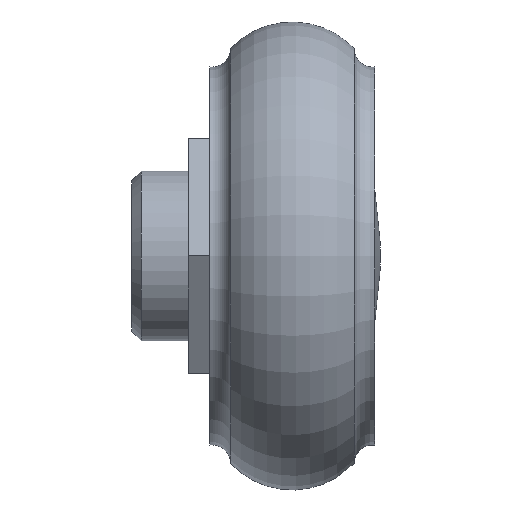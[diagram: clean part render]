
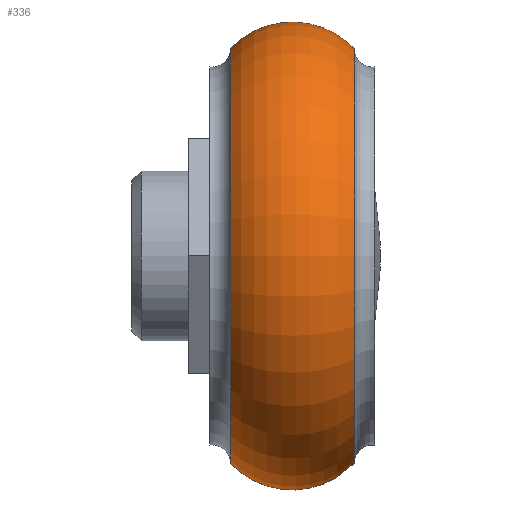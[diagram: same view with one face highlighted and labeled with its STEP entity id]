
A CAD part, top view. The second image highlights one B-rep face of the part: STEP entity #336.
In plain terms, the highlighted toroidal (fillet/blend) face has major radius 15.85 mm and minor radius 9 mm.
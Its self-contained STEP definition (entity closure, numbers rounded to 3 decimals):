
#26=TOROIDAL_SURFACE('',#379,15.85,9.);
#84=ORIENTED_EDGE('',*,*,#152,.T.);
#85=ORIENTED_EDGE('',*,*,#153,.F.);
#152=EDGE_CURVE('',#188,#188,#214,.T.);
#153=EDGE_CURVE('',#189,#189,#215,.T.);
#188=VERTEX_POINT('',#547);
#189=VERTEX_POINT('',#550);
#214=CIRCLE('',#378,22.022);
#215=CIRCLE('',#380,22.022);
#237=EDGE_LOOP('',(#84));
#238=EDGE_LOOP('',(#85));
#281=FACE_BOUND('',#237,.T.);
#282=FACE_BOUND('',#238,.T.);
#336=ADVANCED_FACE('',(#281,#282),#26,.T.);
#378=AXIS2_PLACEMENT_3D('',#546,#437,#438);
#379=AXIS2_PLACEMENT_3D('',#548,#439,#440);
#380=AXIS2_PLACEMENT_3D('',#549,#441,#442);
#437=DIRECTION('',(1.,0.,0.));
#438=DIRECTION('',(0.,1.,0.));
#439=DIRECTION('',(1.,0.,0.));
#440=DIRECTION('',(0.,1.,0.));
#441=DIRECTION('',(1.,0.,0.));
#442=DIRECTION('',(0.,1.,0.));
#546=CARTESIAN_POINT('',(10.5,0.,0.));
#547=CARTESIAN_POINT('',(10.5,22.022,0.));
#548=CARTESIAN_POINT('',(17.05,0.,0.));
#549=CARTESIAN_POINT('',(23.6,0.,0.));
#550=CARTESIAN_POINT('',(23.6,22.022,0.));
